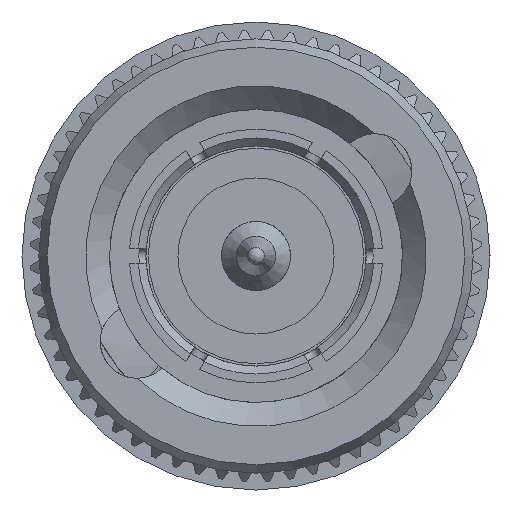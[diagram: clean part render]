
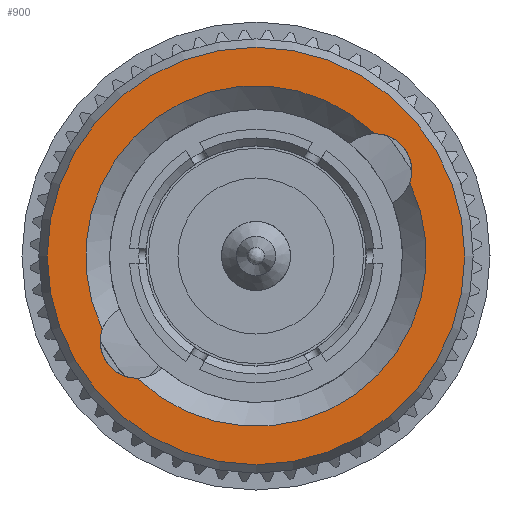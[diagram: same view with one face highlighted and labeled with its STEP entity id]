
A CAD part, left-side view. The second image highlights one B-rep face of the part: STEP entity #900.
In plain terms, the highlighted planar face has unit normal (-1, 0, 0).
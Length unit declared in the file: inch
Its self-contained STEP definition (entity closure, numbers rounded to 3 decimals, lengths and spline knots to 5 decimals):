
#291 = DIRECTION ( 'NONE',  ( 1., 0., 0. ) ) ;
#331 = ORIENTED_EDGE ( 'NONE', *, *, #3984, .T. ) ;
#629 = CARTESIAN_POINT ( 'NONE',  ( 0., 0., -0.26339 ) ) ;
#900 = ADVANCED_FACE ( 'NONE', ( #6167, #5050 ), #10597, .F. ) ;
#1181 = AXIS2_PLACEMENT_3D ( 'NONE', #2656, #7090, #11541 ) ;
#2178 = EDGE_CURVE ( 'NONE', #6017, #9492, #11181, .T. ) ;
#2420 = AXIS2_PLACEMENT_3D ( 'NONE', #10040, #291, #12253 ) ;
#2466 = CARTESIAN_POINT ( 'NONE',  ( 0., 0., -0.26339 ) ) ;
#2530 = VERTEX_POINT ( 'NONE', #2466 ) ;
#2656 = CARTESIAN_POINT ( 'NONE',  ( 0., 0., 0. ) ) ;
#2722 = CARTESIAN_POINT ( 'NONE',  ( 0., 0., 0. ) ) ;
#2809 = CARTESIAN_POINT ( 'NONE',  ( 0., -0.19403, 0.09247 ) ) ;
#3148 = CARTESIAN_POINT ( 'NONE',  ( 0., -0.14961, 0.15433 ) ) ;
#3338 = DIRECTION ( 'NONE',  ( 1., 0., 0. ) ) ;
#3984 = EDGE_CURVE ( 'NONE', #9492, #4139, #6097, .T. ) ;
#4058 = DIRECTION ( 'NONE',  ( 0., 0., -1. ) ) ;
#4139 = VERTEX_POINT ( 'NONE', #7430 ) ;
#4198 = AXIS2_PLACEMENT_3D ( 'NONE', #9942, #3338, #6453 ) ;
#4786 = ORIENTED_EDGE ( 'NONE', *, *, #12546, .T. ) ;
#4865 = DIRECTION ( 'NONE',  ( 1., 0., 0. ) ) ;
#5050 = FACE_BOUND ( 'NONE', #13966, .T. ) ;
#5160 = AXIS2_PLACEMENT_3D ( 'NONE', #2722, #7159, #11544 ) ;
#5185 = CIRCLE ( 'NONE', #2420, 0.04645 ) ;
#5424 = CIRCLE ( 'NONE', #5160, 0.21494 ) ;
#5607 = CIRCLE ( 'NONE', #1181, 0.26339 ) ;
#5766 = CARTESIAN_POINT ( 'NONE',  ( 0., 0.19403, -0.09247 ) ) ;
#6017 = VERTEX_POINT ( 'NONE', #3148 ) ;
#6097 = CIRCLE ( 'NONE', #7950, 0.21494 ) ;
#6167 = FACE_OUTER_BOUND ( 'NONE', #14395, .T. ) ;
#6194 = DIRECTION ( 'NONE',  ( 0., 0., 1. ) ) ;
#6453 = DIRECTION ( 'NONE',  ( 0., 0., -1. ) ) ;
#7090 = DIRECTION ( 'NONE',  ( 1., 0., 0. ) ) ;
#7159 = DIRECTION ( 'NONE',  ( 1., 0., 0. ) ) ;
#7430 = CARTESIAN_POINT ( 'NONE',  ( 0., 0.14961, -0.15433 ) ) ;
#7950 = AXIS2_PLACEMENT_3D ( 'NONE', #11748, #4865, #6194 ) ;
#8416 = DIRECTION ( 'NONE',  ( 1., 0., 0. ) ) ;
#8543 = EDGE_CURVE ( 'NONE', #2530, #2530, #5607, .T. ) ;
#9492 = VERTEX_POINT ( 'NONE', #2809 ) ;
#9942 = CARTESIAN_POINT ( 'NONE',  ( 0., -0.15021, 0.10789 ) ) ;
#10040 = CARTESIAN_POINT ( 'NONE',  ( 0., 0.15021, -0.10789 ) ) ;
#10324 = ORIENTED_EDGE ( 'NONE', *, *, #2178, .T. ) ;
#10597 = PLANE ( 'NONE',  #13231 ) ;
#11181 = CIRCLE ( 'NONE', #4198, 0.04645 ) ;
#11541 = DIRECTION ( 'NONE',  ( 0., 0., -1. ) ) ;
#11544 = DIRECTION ( 'NONE',  ( 0., 0., 1. ) ) ;
#11606 = ORIENTED_EDGE ( 'NONE', *, *, #8543, .F. ) ;
#11748 = CARTESIAN_POINT ( 'NONE',  ( 0., 0., 0. ) ) ;
#12253 = DIRECTION ( 'NONE',  ( 0., 0., -1. ) ) ;
#12546 = EDGE_CURVE ( 'NONE', #12861, #6017, #5424, .T. ) ;
#12861 = VERTEX_POINT ( 'NONE', #5766 ) ;
#12963 = EDGE_CURVE ( 'NONE', #4139, #12861, #5185, .T. ) ;
#13231 = AXIS2_PLACEMENT_3D ( 'NONE', #629, #8416, #4058 ) ;
#13501 = ORIENTED_EDGE ( 'NONE', *, *, #12963, .T. ) ;
#13966 = EDGE_LOOP ( 'NONE', ( #4786, #10324, #331, #13501 ) ) ;
#14395 = EDGE_LOOP ( 'NONE', ( #11606 ) ) ;
